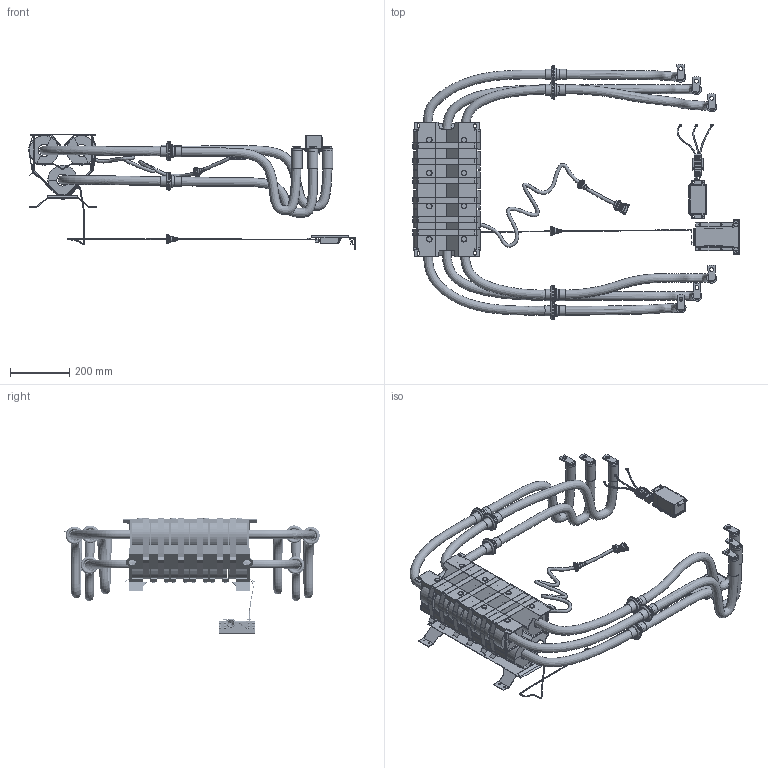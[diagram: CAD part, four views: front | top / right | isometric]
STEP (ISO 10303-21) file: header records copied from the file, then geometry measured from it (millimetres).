
FILE_DESCRIPTION(/* description */ (''),/* implementation_level */ '2;1');
FILE_NAME(/* name */ 'MCAD-OF7U1-M-AF-05-880A-TA-E00-F4_A.stp',/* time_stamp */ '2023-05-22T13:01:19+03:00',/* author */ (''),/* organization */ (''),/* preprocessor_version */ 'ST-DEVELOPER v16.7',/* originating_system */ 'SIEMENS PLM Software NX 1892',/* authorisation */ '');
FILE_SCHEMA (('AUTOMOTIVE_DESIGN { 1 0 10303 214 3 1 1 1 }'));
Products named in the file (12): 70CPE11286; 70CMR00161; 70CPE07576; 70CPE05327; 70CPE06034; PP20555; MC00068; MC00068_ALT1; 70CTC1110368; 172K0509_ALT1_MODEL; 172K0925_ALT_MODELNX-ARRAGMNTArrangement 1; MCAD-OF7U1-M-AF-05-880A-TA-E00-F4
Assembly tree (13 placements, depth 3):
  MCAD-OF7U1-M-AF-05-880A-TA-E00-F4
    70CTC1110368  x2
    MC00068_ALT1
    MC00068
    172K0925_ALT_MODELNX-ARRAGMNTArrangement 1
      PP20555
      70CPE06034  x2
      70CPE05327
      70CPE07576
      70CMR00161
    172K0509_ALT1_MODEL
      70CPE11286
Bounding box: 1104.49 x 863.86 x 391.43 mm (x, y, z)
Volume: 15150698.8 mm3; surface area: 2933304.4 mm2
Topology: 159 solids, 160 shells, 6744 faces, 17382 edges, 11322 vertices
Faces by surface type: plane 4778, cylinder 1270, torus 375, cone 142, bspline 114, extrusion 33, revolution 32
Full cylindrical faces by diameter (mm): 1 x15, 1.3 x2, 1.6 x2, 1.8 x3, 2.9 x76, 3 x2, 3.2 x1, 3.3 x2, 3.4 x3, 4 x9, 4.1 x2, 4.2 x6, 4.3 x3, 4.5 x12, 4.8 x2, 5.5 x2, 6.5 x1, 8 x1, 8.2 x3, 9 x1, 10 x13, 13 x6, 18.7 x6, 20.2 x2, 24 x6, 25 x4, 25.2 x2, 30.2 x2, 31.2 x2, 34 x12
Entity records: 223757 total; most frequent: CARTESIAN_POINT 55442, ORIENTED_EDGE 32116, DIRECTION 30992, EDGE_CURVE 16058, VECTOR 12362, LINE 12329, VERTEX_POINT 10713, AXIS2_PLACEMENT_3D 9299
